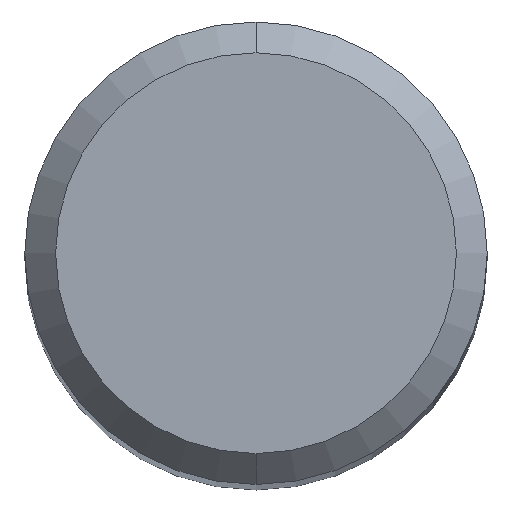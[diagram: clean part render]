
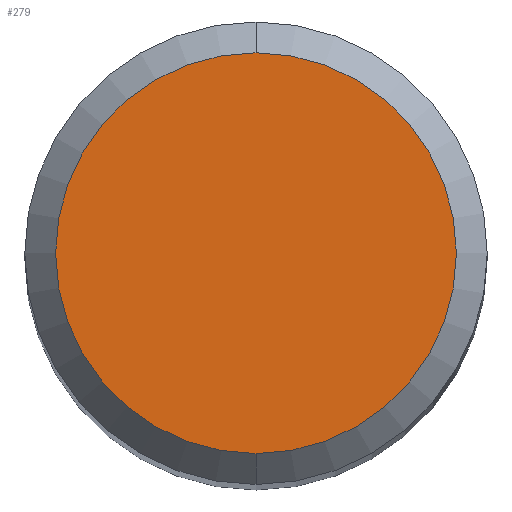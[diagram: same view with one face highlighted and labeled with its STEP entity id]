
A CAD part, top view. The second image highlights one B-rep face of the part: STEP entity #279.
In plain terms, the highlighted planar face has unit normal (0, 0, 1).
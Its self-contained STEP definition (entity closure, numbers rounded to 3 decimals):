
#271=VERTEX_POINT('',#575);
#279=ADVANCED_FACE('',(#583),#584,.T.);
#373=VERTEX_POINT('',#687);
#395=EDGE_CURVE('',#271,#373,#710,.T.);
#411=EDGE_CURVE('',#373,#271,#726,.T.);
#575=CARTESIAN_POINT('',(0.0,2.6,40.441));
#583=FACE_OUTER_BOUND('',#985,.T.);
#584=PLANE('',#986);
#687=CARTESIAN_POINT('',(0.,-2.6,40.441));
#710=CIRCLE('',#1301,2.6);
#726=CIRCLE('',#1352,2.6);
#985=EDGE_LOOP('',(#1551,#1552));
#986=AXIS2_PLACEMENT_3D('',#1553,#1554,#1555);
#1301=AXIS2_PLACEMENT_3D('',#1685,#1686,#1687);
#1352=AXIS2_PLACEMENT_3D('',#1694,#1695,#1696);
#1551=ORIENTED_EDGE('',*,*,#395,.F.);
#1552=ORIENTED_EDGE('',*,*,#411,.F.);
#1553=CARTESIAN_POINT('',(0.0,1.3,40.441));
#1554=DIRECTION('',(0.0,0.0,1.0));
#1555=DIRECTION('',(0.0,-1.0,0.0));
#1685=CARTESIAN_POINT('',(0.0,0.0,40.441));
#1686=DIRECTION('',(0.0,0.0,-1.0));
#1687=DIRECTION('',(0.0,1.0,0.0));
#1694=CARTESIAN_POINT('',(0.0,0.0,40.441));
#1695=DIRECTION('',(0.0,0.0,-1.0));
#1696=DIRECTION('',(0.0,1.0,0.0));
